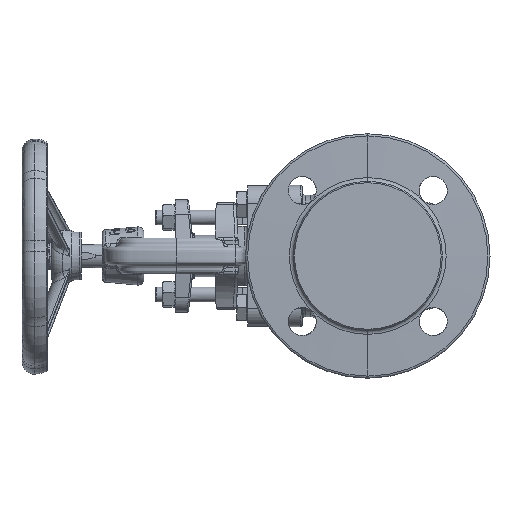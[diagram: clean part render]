
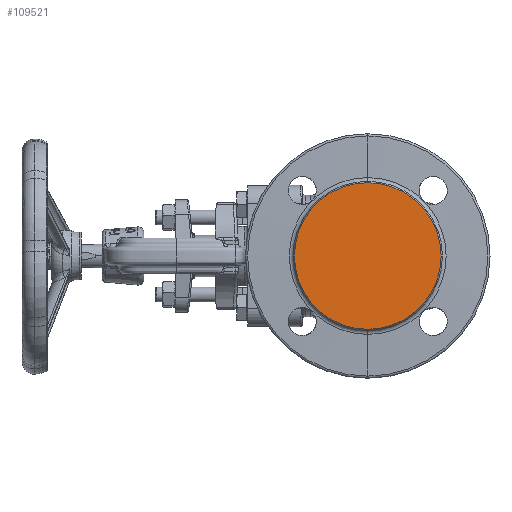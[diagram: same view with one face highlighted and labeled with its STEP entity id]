
A CAD part, left-side view. The second image highlights one B-rep face of the part: STEP entity #109521.
In plain terms, the highlighted planar face has unit normal (-1, 0, 0).
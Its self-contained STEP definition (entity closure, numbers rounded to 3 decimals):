
#28049 = DIRECTION ( 'NONE',  ( 0., 0., 1. ) ) ;
#31117 = ORIENTED_EDGE ( 'NONE', *, *, #99287, .T. ) ;
#34409 = DIRECTION ( 'NONE',  ( -1., 0., 0. ) ) ;
#35003 = DIRECTION ( 'NONE',  ( 0., 0., 1. ) ) ;
#36519 = DIRECTION ( 'NONE',  ( -1., 0., 0. ) ) ;
#41649 = EDGE_CURVE ( 'NONE', #109295, #121717, #116608, .T. ) ;
#43764 = ORIENTED_EDGE ( 'NONE', *, *, #41649, .T. ) ;
#47373 = DIRECTION ( 'NONE',  ( 0., 0., 1. ) ) ;
#50981 = CARTESIAN_POINT ( 'NONE',  ( -115., 0., 0. ) ) ;
#51723 = DIRECTION ( 'NONE',  ( -1., 0., 0. ) ) ;
#51765 = EDGE_LOOP ( 'NONE', ( #43764, #31117 ) ) ;
#53421 = CARTESIAN_POINT ( 'NONE',  ( -115., 0., -49.5 ) ) ;
#71883 = CIRCLE ( 'NONE', #149952, 49.5 ) ;
#73135 = FACE_OUTER_BOUND ( 'NONE', #51765, .T. ) ;
#93800 = PLANE ( 'NONE',  #130916 ) ;
#95308 = CARTESIAN_POINT ( 'NONE',  ( -115., 0., 0. ) ) ;
#99287 = EDGE_CURVE ( 'NONE', #121717, #109295, #71883, .T. ) ;
#102003 = AXIS2_PLACEMENT_3D ( 'NONE', #50981, #51723, #28049 ) ;
#104758 = CARTESIAN_POINT ( 'NONE',  ( -115., 0., 49.5 ) ) ;
#109295 = VERTEX_POINT ( 'NONE', #53421 ) ;
#109521 = ADVANCED_FACE ( 'NONE', ( #73135 ), #93800, .T. ) ;
#116608 = CIRCLE ( 'NONE', #102003, 49.5 ) ;
#121717 = VERTEX_POINT ( 'NONE', #104758 ) ;
#130916 = AXIS2_PLACEMENT_3D ( 'NONE', #95308, #36519, #35003 ) ;
#139053 = CARTESIAN_POINT ( 'NONE',  ( -115., 0., 0. ) ) ;
#149952 = AXIS2_PLACEMENT_3D ( 'NONE', #139053, #34409, #47373 ) ;
